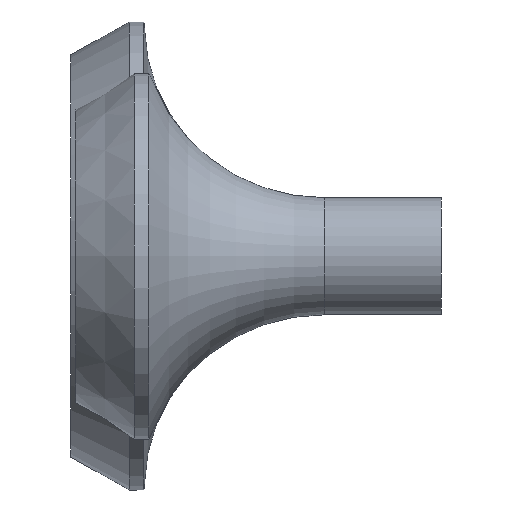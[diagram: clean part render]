
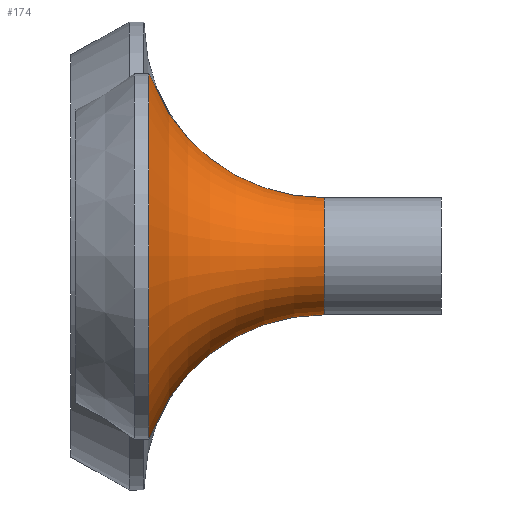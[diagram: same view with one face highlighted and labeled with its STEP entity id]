
A CAD part, left-side view. The second image highlights one B-rep face of the part: STEP entity #174.
In plain terms, the highlighted toroidal (fillet/blend) face has major radius 16.721 mm and minor radius 12.721 mm.
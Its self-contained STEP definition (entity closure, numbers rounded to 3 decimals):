
#29=TOROIDAL_SURFACE('',#198,16.721,12.721);
#36=FACE_BOUND('',#76,.T.);
#56=FACE_OUTER_BOUND('',#75,.T.);
#75=EDGE_LOOP('',(#145));
#76=EDGE_LOOP('',(#146));
#99=CIRCLE('',#197,12.5);
#100=CIRCLE('',#199,4.);
#113=VERTEX_POINT('',#306);
#114=VERTEX_POINT('',#309);
#127=EDGE_CURVE('',#113,#113,#99,.T.);
#128=EDGE_CURVE('',#114,#114,#100,.T.);
#145=ORIENTED_EDGE('',*,*,#127,.T.);
#146=ORIENTED_EDGE('',*,*,#128,.F.);
#174=ADVANCED_FACE('',(#56,#36),#29,.F.);
#197=AXIS2_PLACEMENT_3D('',#307,#242,#243);
#198=AXIS2_PLACEMENT_3D('',#308,#244,#245);
#199=AXIS2_PLACEMENT_3D('',#310,#246,#247);
#242=DIRECTION('center_axis',(0.,-1.,0.));
#243=DIRECTION('ref_axis',(1.,0.,0.));
#244=DIRECTION('center_axis',(0.,-1.,0.));
#245=DIRECTION('ref_axis',(0.,0.,-1.));
#246=DIRECTION('center_axis',(0.,-1.,0.));
#247=DIRECTION('ref_axis',(1.,0.,0.));
#306=CARTESIAN_POINT('',(12.5,20.,0.));
#307=CARTESIAN_POINT('Origin',(0.,20.,0.));
#308=CARTESIAN_POINT('Origin',(0.,8.,0.));
#309=CARTESIAN_POINT('',(4.,8.,0.));
#310=CARTESIAN_POINT('Origin',(0.,8.,0.));
